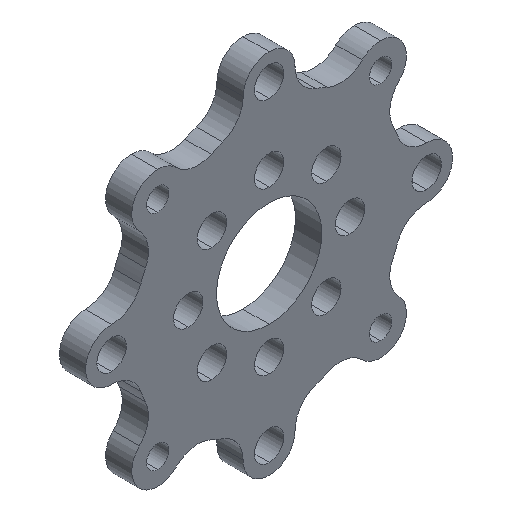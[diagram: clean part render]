
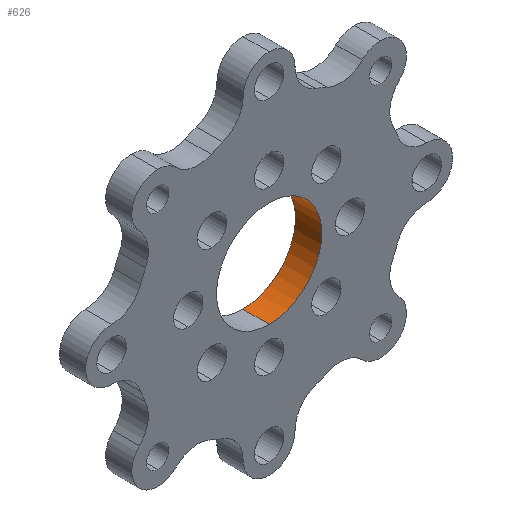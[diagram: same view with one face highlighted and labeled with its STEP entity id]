
A CAD part, isometric view. The second image highlights one B-rep face of the part: STEP entity #626.
In plain terms, the highlighted cylindrical face has radius 6.363 mm (diameter 12.725 mm), a partial arc.
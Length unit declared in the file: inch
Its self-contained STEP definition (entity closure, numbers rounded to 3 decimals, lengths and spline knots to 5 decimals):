
#8 = EDGE_CURVE ( 'NONE', #1712, #1391, #2091, .T. ) ;
#50 = LINE ( 'NONE', #1303, #2169 ) ;
#140 = ORIENTED_EDGE ( 'NONE', *, *, #719, .T. ) ;
#360 = VERTEX_POINT ( 'NONE', #2638 ) ;
#549 = FACE_OUTER_BOUND ( 'NONE', #1147, .T. ) ;
#585 = CARTESIAN_POINT ( 'NONE',  ( 0., 0.125, 0.2505 ) ) ;
#601 = DIRECTION ( 'NONE',  ( 0., 0., 1. ) ) ;
#605 = DIRECTION ( 'NONE',  ( 0., 1., 0. ) ) ;
#626 = ADVANCED_FACE ( 'NONE', ( #549 ), #1571, .F. ) ;
#719 = EDGE_CURVE ( 'NONE', #1712, #766, #1442, .T. ) ;
#766 = VERTEX_POINT ( 'NONE', #585 ) ;
#778 = DIRECTION ( 'NONE',  ( 0., 1., 0. ) ) ;
#873 = CARTESIAN_POINT ( 'NONE',  ( 0., 0., 0. ) ) ;
#897 = ORIENTED_EDGE ( 'NONE', *, *, #1036, .T. ) ;
#1005 = CARTESIAN_POINT ( 'NONE',  ( 0., 0.125, 0. ) ) ;
#1036 = EDGE_CURVE ( 'NONE', #766, #360, #1501, .T. ) ;
#1077 = DIRECTION ( 'NONE',  ( 0., 0., 1. ) ) ;
#1147 = EDGE_LOOP ( 'NONE', ( #2317, #2403, #140, #897 ) ) ;
#1267 = AXIS2_PLACEMENT_3D ( 'NONE', #2015, #605, #2241 ) ;
#1296 = CARTESIAN_POINT ( 'NONE',  ( 0., 0., -0.2505 ) ) ;
#1303 = CARTESIAN_POINT ( 'NONE',  ( 0., 0.125, -0.2505 ) ) ;
#1391 = VERTEX_POINT ( 'NONE', #1296 ) ;
#1413 = EDGE_CURVE ( 'NONE', #1391, #360, #50, .T. ) ;
#1442 = LINE ( 'NONE', #2234, #1929 ) ;
#1501 = CIRCLE ( 'NONE', #1776, 0.2505 ) ;
#1524 = DIRECTION ( 'NONE',  ( 0., 1., 0. ) ) ;
#1571 = CYLINDRICAL_SURFACE ( 'NONE', #1267, 0.2505 ) ;
#1712 = VERTEX_POINT ( 'NONE', #2463 ) ;
#1776 = AXIS2_PLACEMENT_3D ( 'NONE', #1005, #2442, #601 ) ;
#1926 = AXIS2_PLACEMENT_3D ( 'NONE', #873, #2315, #1077 ) ;
#1929 = VECTOR ( 'NONE', #778, 39.37008 ) ;
#2015 = CARTESIAN_POINT ( 'NONE',  ( 0., 0.125, 0. ) ) ;
#2091 = CIRCLE ( 'NONE', #1926, 0.2505 ) ;
#2169 = VECTOR ( 'NONE', #1524, 39.37008 ) ;
#2234 = CARTESIAN_POINT ( 'NONE',  ( 0., 0.125, 0.2505 ) ) ;
#2241 = DIRECTION ( 'NONE',  ( 0., 0., 1. ) ) ;
#2315 = DIRECTION ( 'NONE',  ( 0., 1., 0. ) ) ;
#2317 = ORIENTED_EDGE ( 'NONE', *, *, #1413, .F. ) ;
#2403 = ORIENTED_EDGE ( 'NONE', *, *, #8, .F. ) ;
#2442 = DIRECTION ( 'NONE',  ( 0., 1., 0. ) ) ;
#2463 = CARTESIAN_POINT ( 'NONE',  ( 0., 0., 0.2505 ) ) ;
#2638 = CARTESIAN_POINT ( 'NONE',  ( 0., 0.125, -0.2505 ) ) ;
